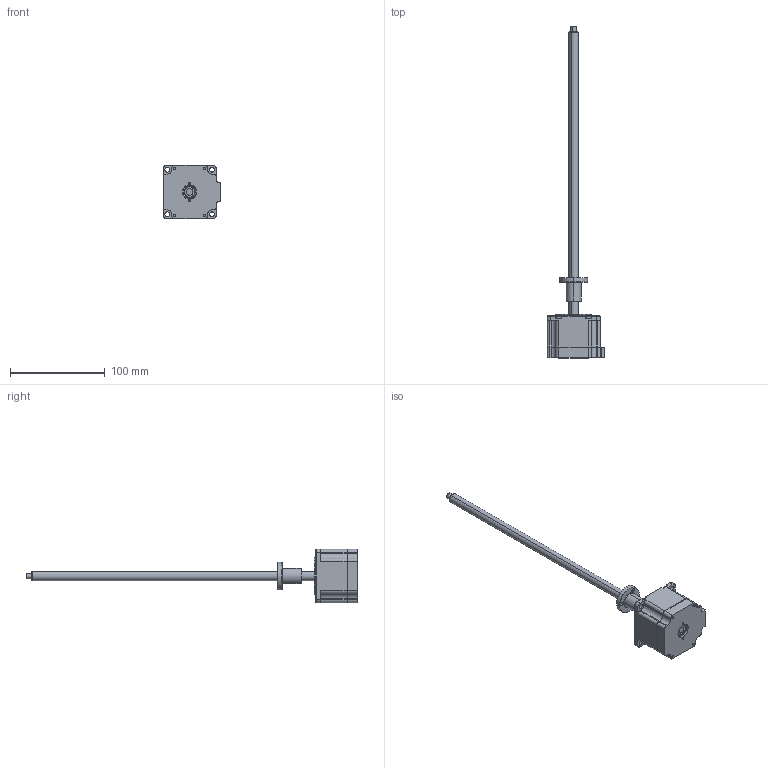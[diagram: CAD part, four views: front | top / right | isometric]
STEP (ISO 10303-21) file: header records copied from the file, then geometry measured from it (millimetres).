
FILE_DESCRIPTION (( 'STEP AP203' ), '1' );
FILE_NAME ('LE234S-T10105-300-AR4-S-210.STEP', '2018-08-13T01:51:39', ( '' ), ( '' ), 'SwSTEP 2.0', 'SolidWorks 2014', '' );
FILE_SCHEMA (( 'CONFIG_CONTROL_DESIGN' ));
Length unit declared in the file: millimetre
Products named in the file (1): LE234S-T10105-300-AR4-S-210
Bounding box: 61.2 x 350.5 x 56.2 mm (x, y, z)
Surface area: 34277.9 mm2 (no closed solid volume)
Topology: 0 solids, 20 shells, 306 faces, 977 edges, 672 vertices
Faces by surface type: plane 146, cylinder 94, cone 54, sphere 8, torus 4
Entity records: 11159 total; most frequent: CARTESIAN_POINT 2430, DIRECTION 1859, ORIENTED_EDGE 1628, EDGE_CURVE 977, VERTEX_POINT 672, AXIS2_PLACEMENT_3D 653, VECTOR 553, LINE 553
